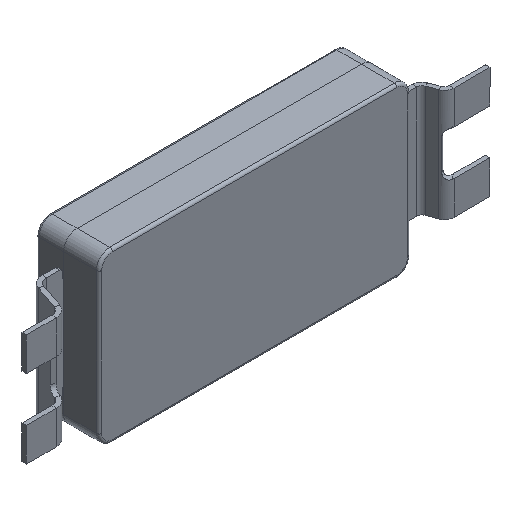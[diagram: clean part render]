
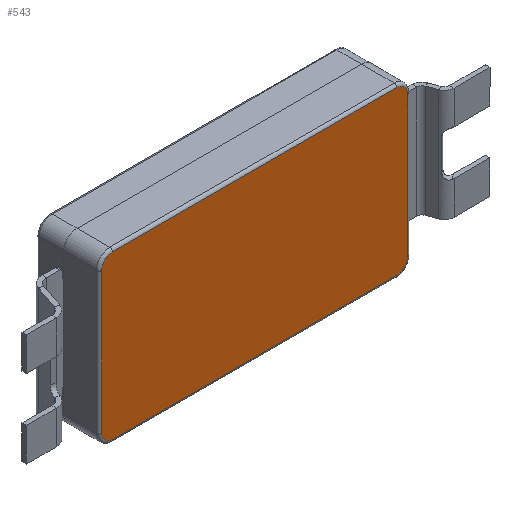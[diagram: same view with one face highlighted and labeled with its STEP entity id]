
A CAD part, isometric view. The second image highlights one B-rep face of the part: STEP entity #543.
In plain terms, the highlighted planar face has unit normal (0, -1, 0).
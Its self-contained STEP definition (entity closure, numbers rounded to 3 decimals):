
#20 = CIRCLE ( 'NONE', #4119, 0.24 ) ;
#53 = DIRECTION ( 'NONE',  ( 0., 1., 0. ) ) ;
#117 = VECTOR ( 'NONE', #513, 1000. ) ;
#168 = CARTESIAN_POINT ( 'NONE',  ( -3.19, 0., 1.875 ) ) ;
#197 = VERTEX_POINT ( 'NONE', #1955 ) ;
#282 = CARTESIAN_POINT ( 'NONE',  ( 3.4, 0., 1.575 ) ) ;
#321 = VERTEX_POINT ( 'NONE', #2985 ) ;
#428 = VERTEX_POINT ( 'NONE', #3220 ) ;
#450 = ORIENTED_EDGE ( 'NONE', *, *, #3707, .T. ) ;
#513 = DIRECTION ( 'NONE',  ( 0., 0., 1. ) ) ;
#516 = DIRECTION ( 'NONE',  ( 0., -1., 0. ) ) ;
#539 = LINE ( 'NONE', #4061, #3097 ) ;
#543 = ADVANCED_FACE ( 'NONE', ( #2581 ), #2928, .F. ) ;
#596 = AXIS2_PLACEMENT_3D ( 'NONE', #1749, #1423, #2420 ) ;
#669 = DIRECTION ( 'NONE',  ( 0., 0., 1. ) ) ;
#744 = DIRECTION ( 'NONE',  ( 0., 0., 1. ) ) ;
#794 = EDGE_LOOP ( 'NONE', ( #450, #3628, #1090, #3507, #3058, #2702, #3604, #2160 ) ) ;
#1090 = ORIENTED_EDGE ( 'NONE', *, *, #1374, .T. ) ;
#1206 = LINE ( 'NONE', #1517, #117 ) ;
#1367 = AXIS2_PLACEMENT_3D ( 'NONE', #282, #4202, #1605 ) ;
#1374 = EDGE_CURVE ( 'NONE', #2455, #4027, #3798, .T. ) ;
#1423 = DIRECTION ( 'NONE',  ( 0., -1., 0. ) ) ;
#1449 = CARTESIAN_POINT ( 'NONE',  ( -2.95, 0., -1.575 ) ) ;
#1517 = CARTESIAN_POINT ( 'NONE',  ( 3.64, 0., 1.875 ) ) ;
#1565 = VECTOR ( 'NONE', #4139, 1000. ) ;
#1605 = DIRECTION ( 'NONE',  ( 0., 0., 1. ) ) ;
#1749 = CARTESIAN_POINT ( 'NONE',  ( 3.4, 0., -1.575 ) ) ;
#1955 = CARTESIAN_POINT ( 'NONE',  ( 3.4, 0., -1.815 ) ) ;
#1959 = CARTESIAN_POINT ( 'NONE',  ( 3.7, 0., 1.875 ) ) ;
#1974 = CIRCLE ( 'NONE', #596, 0.24 ) ;
#2012 = CARTESIAN_POINT ( 'NONE',  ( 3.64, 0., -1.575 ) ) ;
#2049 = CARTESIAN_POINT ( 'NONE',  ( -3.19, 0., 1.575 ) ) ;
#2062 = CIRCLE ( 'NONE', #1367, 0.24 ) ;
#2079 = LINE ( 'NONE', #2769, #1565 ) ;
#2091 = VERTEX_POINT ( 'NONE', #3424 ) ;
#2160 = ORIENTED_EDGE ( 'NONE', *, *, #3106, .T. ) ;
#2216 = DIRECTION ( 'NONE',  ( 0., -1., 0. ) ) ;
#2371 = VERTEX_POINT ( 'NONE', #2012 ) ;
#2392 = VERTEX_POINT ( 'NONE', #4106 ) ;
#2420 = DIRECTION ( 'NONE',  ( 0., 0., 1. ) ) ;
#2455 = VERTEX_POINT ( 'NONE', #2049 ) ;
#2567 = CARTESIAN_POINT ( 'NONE',  ( -3.19, 0., -1.575 ) ) ;
#2581 = FACE_OUTER_BOUND ( 'NONE', #794, .T. ) ;
#2702 = ORIENTED_EDGE ( 'NONE', *, *, #3734, .T. ) ;
#2769 = CARTESIAN_POINT ( 'NONE',  ( 3.7, 0., 1.815 ) ) ;
#2776 = EDGE_CURVE ( 'NONE', #428, #197, #539, .T. ) ;
#2785 = DIRECTION ( 'NONE',  ( 1., 0., 0. ) ) ;
#2813 = DIRECTION ( 'NONE',  ( 0., 0., -1. ) ) ;
#2928 = PLANE ( 'NONE',  #3079 ) ;
#2971 = EDGE_CURVE ( 'NONE', #2371, #2392, #1206, .T. ) ;
#2985 = CARTESIAN_POINT ( 'NONE',  ( 3.4, 0., 1.815 ) ) ;
#3009 = AXIS2_PLACEMENT_3D ( 'NONE', #3862, #2216, #4178 ) ;
#3058 = ORIENTED_EDGE ( 'NONE', *, *, #2776, .T. ) ;
#3079 = AXIS2_PLACEMENT_3D ( 'NONE', #1959, #53, #669 ) ;
#3097 = VECTOR ( 'NONE', #2785, 1000. ) ;
#3106 = EDGE_CURVE ( 'NONE', #2392, #321, #2062, .T. ) ;
#3163 = VECTOR ( 'NONE', #2813, 1000. ) ;
#3220 = CARTESIAN_POINT ( 'NONE',  ( -2.95, 0., -1.815 ) ) ;
#3424 = CARTESIAN_POINT ( 'NONE',  ( -2.95, 0., 1.815 ) ) ;
#3507 = ORIENTED_EDGE ( 'NONE', *, *, #3704, .T. ) ;
#3510 = CIRCLE ( 'NONE', #3009, 0.24 ) ;
#3604 = ORIENTED_EDGE ( 'NONE', *, *, #2971, .T. ) ;
#3628 = ORIENTED_EDGE ( 'NONE', *, *, #3876, .T. ) ;
#3704 = EDGE_CURVE ( 'NONE', #4027, #428, #20, .T. ) ;
#3707 = EDGE_CURVE ( 'NONE', #321, #2091, #2079, .T. ) ;
#3734 = EDGE_CURVE ( 'NONE', #197, #2371, #1974, .T. ) ;
#3798 = LINE ( 'NONE', #168, #3163 ) ;
#3862 = CARTESIAN_POINT ( 'NONE',  ( -2.95, 0., 1.575 ) ) ;
#3876 = EDGE_CURVE ( 'NONE', #2091, #2455, #3510, .T. ) ;
#4027 = VERTEX_POINT ( 'NONE', #2567 ) ;
#4061 = CARTESIAN_POINT ( 'NONE',  ( 3.7, 0., -1.815 ) ) ;
#4106 = CARTESIAN_POINT ( 'NONE',  ( 3.64, 0., 1.575 ) ) ;
#4119 = AXIS2_PLACEMENT_3D ( 'NONE', #1449, #516, #744 ) ;
#4139 = DIRECTION ( 'NONE',  ( -1., 0., 0. ) ) ;
#4178 = DIRECTION ( 'NONE',  ( 0., 0., 1. ) ) ;
#4202 = DIRECTION ( 'NONE',  ( 0., -1., 0. ) ) ;
